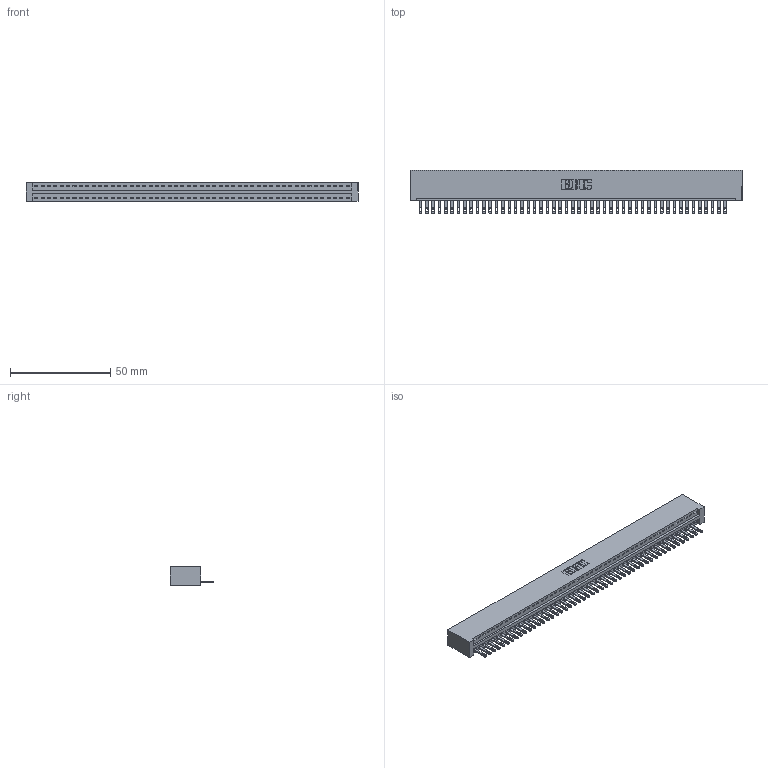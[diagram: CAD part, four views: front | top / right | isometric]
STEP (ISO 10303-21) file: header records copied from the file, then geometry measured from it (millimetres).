
FILE_DESCRIPTION (( 'STEP AP203' ), '1' );
FILE_NAME ('896-050-500-101.STEP', '2021-07-27T23:22:03', ( '' ), ( '' ), 'SwSTEP 2.0', 'SolidWorks 2020', '' );
FILE_SCHEMA (( 'CONFIG_CONTROL_DESIGN' ));
Length unit declared in the file: inch
Products named in the file (3): 896-050-500-101; 345-292-001_345-293-100; 846 Part_No Mounting Lugs
Assembly tree (50 placements, depth 2):
  896-050-500-101
    846 Part_No Mounting Lugs
    345-292-001_345-293-100  x49
Bounding box: 165.99 x 21.84 x 9.4 mm (x, y, z)
Volume: 16512.2 mm3; surface area: 20852.2 mm2
Topology: 50 solids, 50 shells, 2772 faces, 8579 edges, 5718 vertices
Faces by surface type: plane 1748, cylinder 1024
Entity records: 29575 total; most frequent: CARTESIAN_POINT 5077, ORIENTED_EDGE 5062, DIRECTION 4465, EDGE_CURVE 2531, VECTOR 2203, LINE 2203, VERTEX_POINT 1686, AXIS2_PLACEMENT_3D 1131
